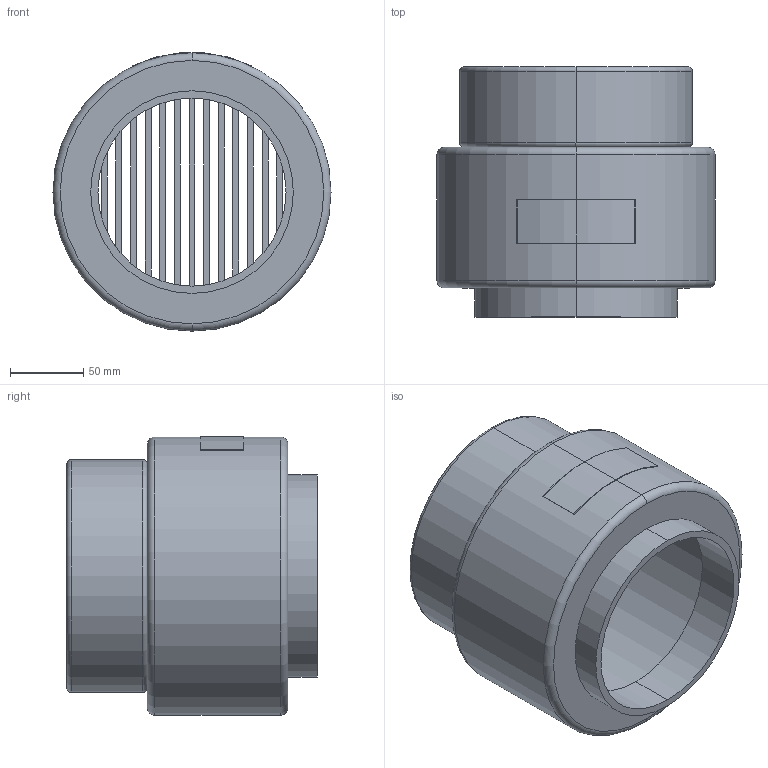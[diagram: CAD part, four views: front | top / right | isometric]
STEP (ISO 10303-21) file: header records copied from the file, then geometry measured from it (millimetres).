
FILE_DESCRIPTION((''),'2;1');
FILE_NAME('400-00005_ASM','2017-04-04T',('DELL'),('vacuvane vacuum technology gmbh'),'CREO PARAMETRIC BY PTC INC, 2014190','CREO PARAMETRIC BY PTC INC, 2014190','');
FILE_SCHEMA(('CONFIG_CONTROL_DESIGN'));
Length unit declared in the file: millimetre
Products named in the file (4): 400-00042; 400-00061; TYPENSCHILD_VAC00500; 400-00005_ASM
Assembly tree (3 placements, depth 2):
  400-00005_ASM
    400-00042
    400-00061
    TYPENSCHILD_VAC00500
Bounding box: 190 x 171 x 190.14 mm (x, y, z)
Volume: 1111836.5 mm3; surface area: 283201.7 mm2
Topology: 3 solids, 3 shells, 169 faces, 448 edges, 278 vertices
Faces by surface type: cylinder 100, plane 57, torus 10, cone 2
Entity records: 5458 total; most frequent: DIRECTION 1044, CARTESIAN_POINT 902, ORIENTED_EDGE 896, EDGE_CURVE 448, AXIS2_PLACEMENT_3D 420, VERTEX_POINT 278, CIRCLE 244, VECTOR 204
